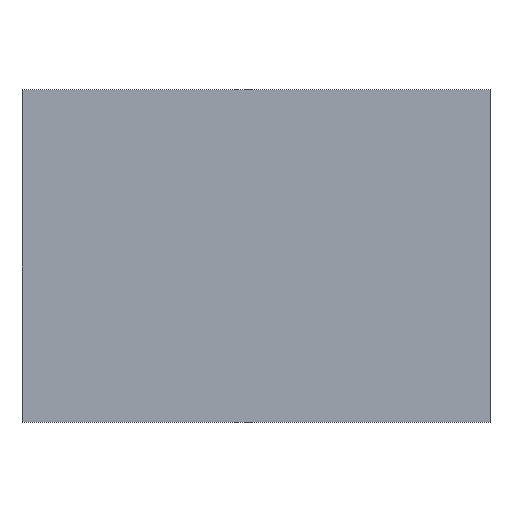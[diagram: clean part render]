
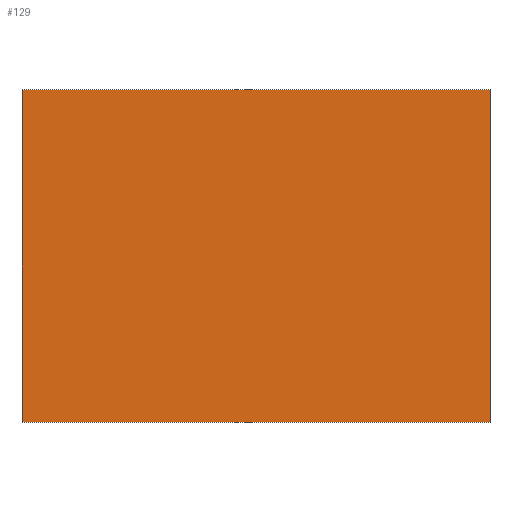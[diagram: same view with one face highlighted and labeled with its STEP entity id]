
A CAD part, top view. The second image highlights one B-rep face of the part: STEP entity #129.
In plain terms, the highlighted free-form (B-spline) face has degree [1, 1] with [2, 2] control points.
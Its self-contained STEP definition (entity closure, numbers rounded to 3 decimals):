
#31 = VERTEX_POINT('',#32);
#32 = CARTESIAN_POINT('',(-197.744,-181.491,
    19.655));
#37 = EDGE_CURVE('',#38,#31,#40,.T.);
#38 = VERTEX_POINT('',#39);
#39 = CARTESIAN_POINT('',(-197.744,172.292,
    19.655));
#40 = B_SPLINE_CURVE_WITH_KNOTS('',1,(#41,#42),.UNSPECIFIED.,.F.,.F.,(2,
    2),(-270.,-0.),.PIECEWISE_BEZIER_KNOTS.);
#41 = CARTESIAN_POINT('',(-197.744,172.292,
    19.655));
#42 = CARTESIAN_POINT('',(-197.744,-181.491,
    19.655));
#65 = VERTEX_POINT('',#66);
#66 = CARTESIAN_POINT('',(300.173,-181.491,
    19.655));
#71 = EDGE_CURVE('',#31,#65,#72,.T.);
#72 = B_SPLINE_CURVE_WITH_KNOTS('',1,(#73,#74),.UNSPECIFIED.,.F.,.F.,(2,
    2),(0.,380.),.PIECEWISE_BEZIER_KNOTS.);
#73 = CARTESIAN_POINT('',(-197.744,-181.491,
    19.655));
#74 = CARTESIAN_POINT('',(300.173,-181.491,
    19.655));
#93 = VERTEX_POINT('',#94);
#94 = CARTESIAN_POINT('',(300.173,172.292,
    19.655));
#99 = EDGE_CURVE('',#65,#93,#100,.T.);
#100 = B_SPLINE_CURVE_WITH_KNOTS('',1,(#101,#102),.UNSPECIFIED.,.F.,.F.,
  (2,2),(0.,270.),.PIECEWISE_BEZIER_KNOTS.);
#101 = CARTESIAN_POINT('',(300.173,-181.491,
    19.655));
#102 = CARTESIAN_POINT('',(300.173,172.292,
    19.655));
#119 = EDGE_CURVE('',#93,#38,#120,.T.);
#120 = B_SPLINE_CURVE_WITH_KNOTS('',1,(#121,#122),.UNSPECIFIED.,.F.,.F.,
  (2,2),(-380.,-0.),.PIECEWISE_BEZIER_KNOTS.);
#121 = CARTESIAN_POINT('',(300.173,172.292,
    19.655));
#122 = CARTESIAN_POINT('',(-197.744,172.292,
    19.655));
#129 = ADVANCED_FACE('',(#130),#136,.F.);
#130 = FACE_BOUND('',#131,.T.);
#131 = EDGE_LOOP('',(#132,#133,#134,#135));
#132 = ORIENTED_EDGE('',*,*,#37,.T.);
#133 = ORIENTED_EDGE('',*,*,#71,.T.);
#134 = ORIENTED_EDGE('',*,*,#99,.T.);
#135 = ORIENTED_EDGE('',*,*,#119,.T.);
#136 = B_SPLINE_SURFACE_WITH_KNOTS('',1,1,(
    (#137,#138)
    ,(#139,#140
    )),.UNSPECIFIED.,.F.,.F.,.F.,(2,2),(2,2),(-229.086,
    150.914),(-138.51,131.49),
  .PIECEWISE_BEZIER_KNOTS.);
#137 = CARTESIAN_POINT('',(300.173,-181.491,
    19.655));
#138 = CARTESIAN_POINT('',(300.173,172.292,
    19.655));
#139 = CARTESIAN_POINT('',(-197.744,-181.491,
    19.655));
#140 = CARTESIAN_POINT('',(-197.744,172.292,
    19.655));
